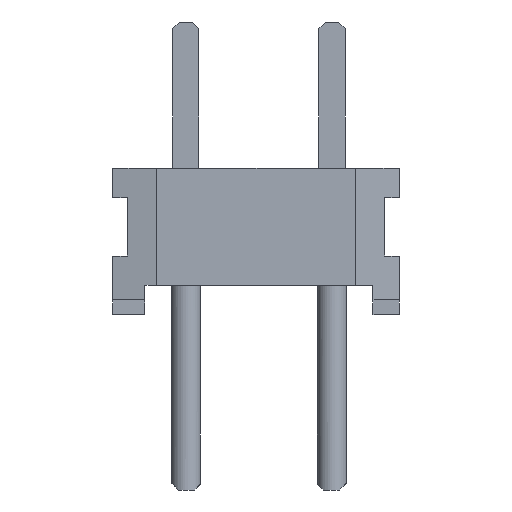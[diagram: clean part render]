
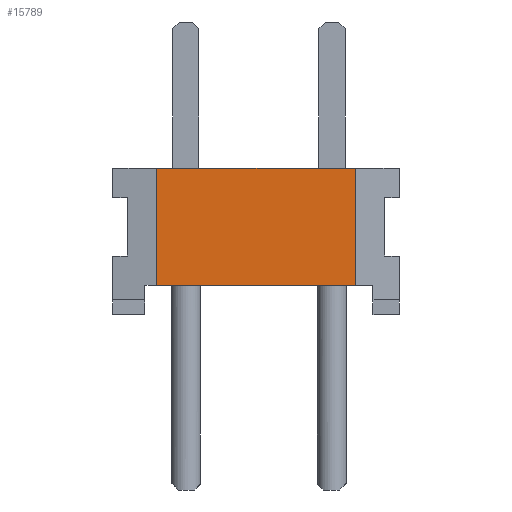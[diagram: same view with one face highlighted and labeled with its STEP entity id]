
A CAD part, left-side view. The second image highlights one B-rep face of the part: STEP entity #15789.
In plain terms, the highlighted planar face has unit normal (-1, 0, 0).
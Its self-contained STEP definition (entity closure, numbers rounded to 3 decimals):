
#15789 = ADVANCED_FACE('',(#15790),#15824,.F.);
#15790 = FACE_BOUND('',#15791,.T.);
#15791 = EDGE_LOOP('',(#15792,#15802,#15810,#15818));
#15792 = ORIENTED_EDGE('',*,*,#15793,.F.);
#15793 = EDGE_CURVE('',#15794,#15796,#15798,.T.);
#15794 = VERTEX_POINT('',#15795);
#15795 = CARTESIAN_POINT('',(-17.78,1.778,2.54));
#15796 = VERTEX_POINT('',#15797);
#15797 = CARTESIAN_POINT('',(-17.78,-1.676,2.54));
#15798 = LINE('',#15799,#15800);
#15799 = CARTESIAN_POINT('',(-17.78,2.54,2.54));
#15800 = VECTOR('',#15801,1.);
#15801 = DIRECTION('',(0.,-1.,0.));
#15802 = ORIENTED_EDGE('',*,*,#15803,.T.);
#15803 = EDGE_CURVE('',#15794,#15804,#15806,.T.);
#15804 = VERTEX_POINT('',#15805);
#15805 = CARTESIAN_POINT('',(-17.78,1.778,0.508));
#15806 = LINE('',#15807,#15808);
#15807 = CARTESIAN_POINT('',(-17.78,1.778,2.54));
#15808 = VECTOR('',#15809,1.);
#15809 = DIRECTION('',(0.,0.,-1.));
#15810 = ORIENTED_EDGE('',*,*,#15811,.T.);
#15811 = EDGE_CURVE('',#15804,#15812,#15814,.T.);
#15812 = VERTEX_POINT('',#15813);
#15813 = CARTESIAN_POINT('',(-17.78,-1.676,0.508));
#15814 = LINE('',#15815,#15816);
#15815 = CARTESIAN_POINT('',(-17.78,1.981,0.508));
#15816 = VECTOR('',#15817,1.);
#15817 = DIRECTION('',(0.,-1.,0.));
#15818 = ORIENTED_EDGE('',*,*,#15819,.T.);
#15819 = EDGE_CURVE('',#15812,#15796,#15820,.T.);
#15820 = LINE('',#15821,#15822);
#15821 = CARTESIAN_POINT('',(-17.78,-1.676,2.54));
#15822 = VECTOR('',#15823,1.);
#15823 = DIRECTION('',(0.,0.,1.));
#15824 = PLANE('',#15825);
#15825 = AXIS2_PLACEMENT_3D('',#15826,#15827,#15828);
#15826 = CARTESIAN_POINT('',(-17.78,2.54,2.54));
#15827 = DIRECTION('',(1.,0.,0.));
#15828 = DIRECTION('',(0.,1.,0.));
